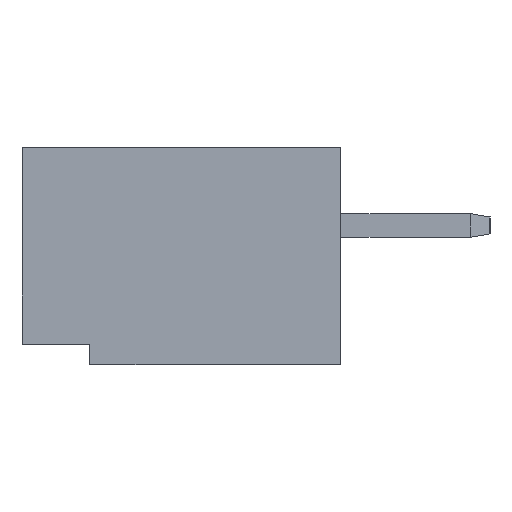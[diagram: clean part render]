
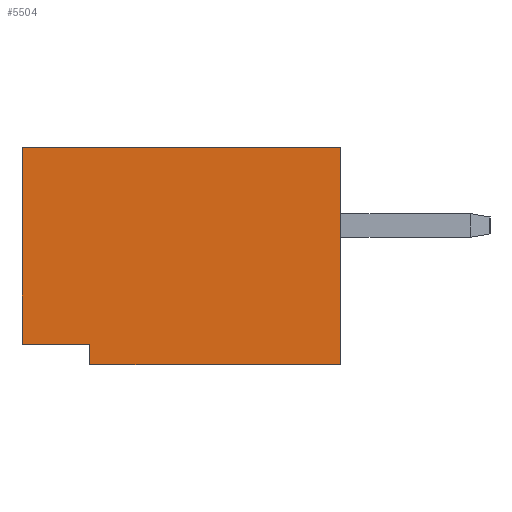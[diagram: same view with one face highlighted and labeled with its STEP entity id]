
A CAD part, left-side view. The second image highlights one B-rep face of the part: STEP entity #5504.
In plain terms, the highlighted planar face has unit normal (-1, 0, 0).
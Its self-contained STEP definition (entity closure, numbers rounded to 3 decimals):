
#98 = LINE ( 'NONE', #2716, #2907 ) ;
#114 = CARTESIAN_POINT ( 'NONE',  ( -7.125, 4.7, -2.05 ) ) ;
#175 = CARTESIAN_POINT ( 'NONE',  ( -7.125, 4.7, -1.75 ) ) ;
#272 = LINE ( 'NONE', #7496, #3668 ) ;
#406 = ORIENTED_EDGE ( 'NONE', *, *, #8250, .F. ) ;
#558 = VERTEX_POINT ( 'NONE', #175 ) ;
#625 = VERTEX_POINT ( 'NONE', #1084 ) ;
#669 = VECTOR ( 'NONE', #6866, 1000. ) ;
#860 = CARTESIAN_POINT ( 'NONE',  ( -7.125, 4.7, -2.05 ) ) ;
#1084 = CARTESIAN_POINT ( 'NONE',  ( -7.125, 3.7, -2.05 ) ) ;
#1112 = VERTEX_POINT ( 'NONE', #2694 ) ;
#1253 = DIRECTION ( 'NONE',  ( 1., 0., 0. ) ) ;
#1467 = VECTOR ( 'NONE', #6527, 1000. ) ;
#1539 = LINE ( 'NONE', #4129, #3044 ) ;
#2109 = DIRECTION ( 'NONE',  ( 0., 0., 1. ) ) ;
#2625 = VERTEX_POINT ( 'NONE', #3736 ) ;
#2694 = CARTESIAN_POINT ( 'NONE',  ( -7.125, 0., -2.05 ) ) ;
#2716 = CARTESIAN_POINT ( 'NONE',  ( -7.125, 4.7, 1.15 ) ) ;
#2893 = DIRECTION ( 'NONE',  ( 0., 0., 1. ) ) ;
#2907 = VECTOR ( 'NONE', #4021, 1000. ) ;
#2948 = DIRECTION ( 'NONE',  ( 0., 0., -1. ) ) ;
#3044 = VECTOR ( 'NONE', #2948, 1000. ) ;
#3307 = ORIENTED_EDGE ( 'NONE', *, *, #7062, .T. ) ;
#3495 = VERTEX_POINT ( 'NONE', #8138 ) ;
#3668 = VECTOR ( 'NONE', #2893, 1000. ) ;
#3736 = CARTESIAN_POINT ( 'NONE',  ( -7.125, 3.7, -1.75 ) ) ;
#3832 = EDGE_LOOP ( 'NONE', ( #406, #5593, #4545, #4708, #3307, #7713 ) ) ;
#3920 = PLANE ( 'NONE',  #7446 ) ;
#4021 = DIRECTION ( 'NONE',  ( 0., -1., 0. ) ) ;
#4083 = EDGE_CURVE ( 'NONE', #3495, #7048, #98, .T. ) ;
#4129 = CARTESIAN_POINT ( 'NONE',  ( -7.125, 3.7, 12.535 ) ) ;
#4149 = CARTESIAN_POINT ( 'NONE',  ( -7.125, 0., 1.15 ) ) ;
#4545 = ORIENTED_EDGE ( 'NONE', *, *, #5655, .T. ) ;
#4708 = ORIENTED_EDGE ( 'NONE', *, *, #5876, .T. ) ;
#4917 = EDGE_CURVE ( 'NONE', #2625, #558, #7533, .T. ) ;
#5504 = ADVANCED_FACE ( 'NONE', ( #6501 ), #3920, .F. ) ;
#5593 = ORIENTED_EDGE ( 'NONE', *, *, #4917, .F. ) ;
#5655 = EDGE_CURVE ( 'NONE', #2625, #625, #1539, .T. ) ;
#5876 = EDGE_CURVE ( 'NONE', #625, #1112, #6008, .T. ) ;
#6008 = LINE ( 'NONE', #114, #1467 ) ;
#6501 = FACE_OUTER_BOUND ( 'NONE', #3832, .T. ) ;
#6527 = DIRECTION ( 'NONE',  ( 0., -1., 0. ) ) ;
#6866 = DIRECTION ( 'NONE',  ( 0., 1., 0. ) ) ;
#6910 = CARTESIAN_POINT ( 'NONE',  ( -7.125, 4.7, -1.75 ) ) ;
#6992 = CARTESIAN_POINT ( 'NONE',  ( -7.125, 4.7, -2.05 ) ) ;
#7048 = VERTEX_POINT ( 'NONE', #4149 ) ;
#7062 = EDGE_CURVE ( 'NONE', #1112, #7048, #272, .T. ) ;
#7446 = AXIS2_PLACEMENT_3D ( 'NONE', #6992, #1253, #7648 ) ;
#7496 = CARTESIAN_POINT ( 'NONE',  ( -7.125, 0., -2.05 ) ) ;
#7533 = LINE ( 'NONE', #6910, #669 ) ;
#7648 = DIRECTION ( 'NONE',  ( 0., 0., -1. ) ) ;
#7657 = VECTOR ( 'NONE', #2109, 1000. ) ;
#7713 = ORIENTED_EDGE ( 'NONE', *, *, #4083, .F. ) ;
#7973 = LINE ( 'NONE', #860, #7657 ) ;
#8138 = CARTESIAN_POINT ( 'NONE',  ( -7.125, 4.7, 1.15 ) ) ;
#8250 = EDGE_CURVE ( 'NONE', #558, #3495, #7973, .T. ) ;
